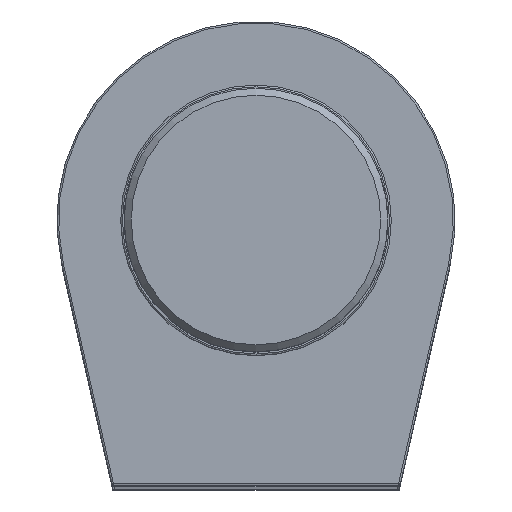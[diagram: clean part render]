
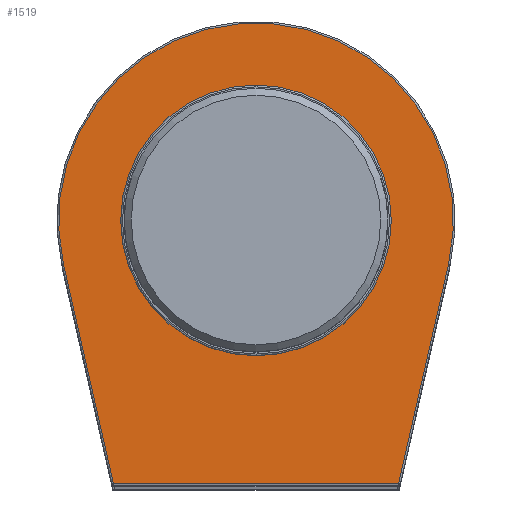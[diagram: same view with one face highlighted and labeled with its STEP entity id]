
A CAD part, top view. The second image highlights one B-rep face of the part: STEP entity #1519.
In plain terms, the highlighted planar face has unit normal (0, 0, 1).
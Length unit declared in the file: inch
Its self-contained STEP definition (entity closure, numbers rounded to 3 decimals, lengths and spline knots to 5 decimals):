
#43=FACE_BOUND('',#208,.T.);
#62=PLANE('',#1636);
#109=FACE_OUTER_BOUND('',#207,.T.);
#207=EDGE_LOOP('',(#1056,#1057,#1058,#1059));
#208=EDGE_LOOP('',(#1060));
#328=LINE('',#2341,#462);
#329=LINE('',#2343,#463);
#330=LINE('',#2346,#464);
#462=VECTOR('',#1847,0.03937);
#463=VECTOR('',#1848,0.03937);
#464=VECTOR('',#1851,0.03937);
#582=CIRCLE('',#1637,0.5615);
#583=CIRCLE('',#1638,0.385);
#675=VERTEX_POINT('',#2339);
#676=VERTEX_POINT('',#2340);
#677=VERTEX_POINT('',#2342);
#678=VERTEX_POINT('',#2344);
#679=VERTEX_POINT('',#2347);
#821=EDGE_CURVE('',#675,#676,#328,.T.);
#822=EDGE_CURVE('',#677,#675,#329,.T.);
#823=EDGE_CURVE('',#678,#677,#582,.T.);
#824=EDGE_CURVE('',#676,#678,#330,.T.);
#825=EDGE_CURVE('',#679,#679,#583,.T.);
#1056=ORIENTED_EDGE('',*,*,#821,.F.);
#1057=ORIENTED_EDGE('',*,*,#822,.F.);
#1058=ORIENTED_EDGE('',*,*,#823,.F.);
#1059=ORIENTED_EDGE('',*,*,#824,.F.);
#1060=ORIENTED_EDGE('',*,*,#825,.T.);
#1519=ADVANCED_FACE('',(#109,#43),#62,.T.);
#1636=AXIS2_PLACEMENT_3D('',#2338,#1845,#1846);
#1637=AXIS2_PLACEMENT_3D('',#2345,#1849,#1850);
#1638=AXIS2_PLACEMENT_3D('',#2348,#1852,#1853);
#1845=DIRECTION('center_axis',(0.,0.,1.));
#1846=DIRECTION('ref_axis',(1.,0.,0.));
#1847=DIRECTION('',(-1.,0.,0.));
#1848=DIRECTION('',(-0.222,-0.975,0.));
#1849=DIRECTION('center_axis',(0.,0.,-1.));
#1850=DIRECTION('ref_axis',(0.,1.,0.));
#1851=DIRECTION('',(-0.222,0.975,0.));
#1852=DIRECTION('center_axis',(0.,0.,-1.));
#1853=DIRECTION('ref_axis',(-1.,0.,0.));
#2338=CARTESIAN_POINT('Origin',(0.,-0.10305,
8.6275));
#2339=CARTESIAN_POINT('',(0.40545,-0.65525,8.6275));
#2340=CARTESIAN_POINT('',(-0.40545,-0.65525,8.6275));
#2341=CARTESIAN_POINT('',(-0.20472,-0.65525,8.6275));
#2342=CARTESIAN_POINT('',(0.54751,-0.03081,8.6275));
#2343=CARTESIAN_POINT('',(0.45475,-0.43853,8.6275));
#2344=CARTESIAN_POINT('',(-0.54751,-0.03081,8.6275));
#2345=CARTESIAN_POINT('Origin',(0.,0.09375,8.6275));
#2346=CARTESIAN_POINT('',(-0.52623,-0.12437,8.6275));
#2347=CARTESIAN_POINT('',(0.385,0.09375,8.6275));
#2348=CARTESIAN_POINT('Origin',(0.,0.09375,8.6275));
